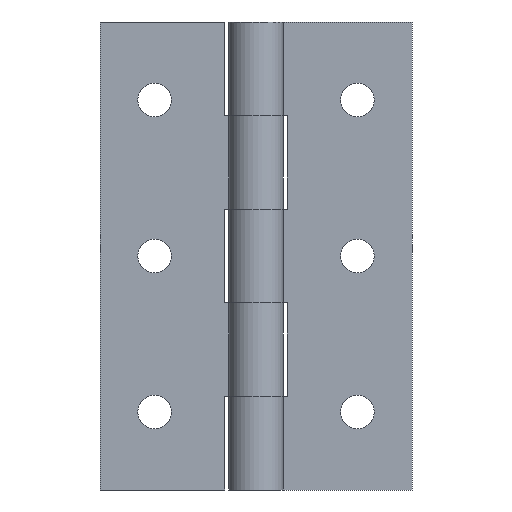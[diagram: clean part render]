
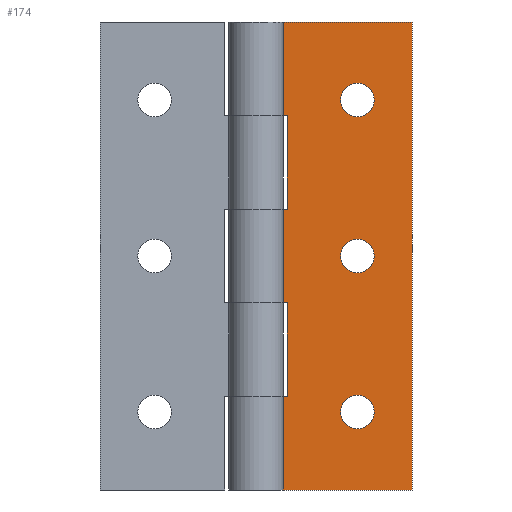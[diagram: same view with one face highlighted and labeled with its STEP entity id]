
A CAD part, front view. The second image highlights one B-rep face of the part: STEP entity #174.
In plain terms, the highlighted planar face has unit normal (0, -1, 0).
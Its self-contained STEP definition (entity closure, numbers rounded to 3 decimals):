
#174=ADVANCED_FACE('',(#463,#464,#465,#466),#462,.T.);
#462=PLANE('',#892);
#463=FACE_OUTER_BOUND('',#893,.T.);
#464=FACE_BOUND('',#894,.T.);
#465=FACE_BOUND('',#895,.T.);
#466=FACE_BOUND('',#896,.T.);
#889=CARTESIAN_POINT('',(-2.,2.,66.));
#890=DIRECTION('',(0.,-1.,0.));
#891=DIRECTION('',(0.,0.,-1.));
#892=AXIS2_PLACEMENT_3D('',#889,#890,#891);
#893=EDGE_LOOP('',(#1187,#1188,#1189,#1190,#1191,#1192,#1193,#1194,#1195,#1196,#1197,#1198));
#894=EDGE_LOOP('',(#1199,#1200));
#895=EDGE_LOOP('',(#1201,#1202));
#896=EDGE_LOOP('',(#1203,#1204));
#1187=ORIENTED_EDGE('',*,*,#1409,.T.);
#1188=ORIENTED_EDGE('',*,*,#1410,.T.);
#1189=ORIENTED_EDGE('',*,*,#1411,.T.);
#1190=ORIENTED_EDGE('',*,*,#1412,.F.);
#1191=ORIENTED_EDGE('',*,*,#1413,.F.);
#1192=ORIENTED_EDGE('',*,*,#1414,.T.);
#1193=ORIENTED_EDGE('',*,*,#1415,.T.);
#1194=ORIENTED_EDGE('',*,*,#1416,.T.);
#1195=ORIENTED_EDGE('',*,*,#1417,.T.);
#1196=ORIENTED_EDGE('',*,*,#1418,.T.);
#1197=ORIENTED_EDGE('',*,*,#1419,.T.);
#1198=ORIENTED_EDGE('',*,*,#1420,.T.);
#1199=ORIENTED_EDGE('',*,*,#1421,.F.);
#1200=ORIENTED_EDGE('',*,*,#1422,.F.);
#1201=ORIENTED_EDGE('',*,*,#1423,.F.);
#1202=ORIENTED_EDGE('',*,*,#1424,.F.);
#1203=ORIENTED_EDGE('',*,*,#1425,.F.);
#1204=ORIENTED_EDGE('',*,*,#1426,.F.);
#1409=EDGE_CURVE('',#2035,#2036,#2037,.T.);
#1410=EDGE_CURVE('',#2036,#2043,#2044,.T.);
#1411=EDGE_CURVE('',#2043,#2050,#2051,.T.);
#1412=EDGE_CURVE('',#2057,#2050,#2058,.T.);
#1413=EDGE_CURVE('',#2064,#2057,#2065,.T.);
#1414=EDGE_CURVE('',#2064,#2071,#2072,.T.);
#1415=EDGE_CURVE('',#2071,#2078,#2079,.T.);
#1416=EDGE_CURVE('',#2078,#2085,#2086,.T.);
#1417=EDGE_CURVE('',#2085,#2092,#2093,.T.);
#1418=EDGE_CURVE('',#2092,#2099,#2100,.T.);
#1419=EDGE_CURVE('',#2099,#2106,#2107,.T.);
#1420=EDGE_CURVE('',#2106,#2035,#2113,.T.);
#1421=EDGE_CURVE('',#2119,#2120,#2121,.T.);
#1422=EDGE_CURVE('',#2120,#2119,#2127,.T.);
#1423=EDGE_CURVE('',#2133,#2134,#2135,.T.);
#1424=EDGE_CURVE('',#2134,#2133,#2141,.T.);
#1425=EDGE_CURVE('',#2147,#2148,#2149,.T.);
#1426=EDGE_CURVE('',#2148,#2147,#2155,.T.);
#2035=VERTEX_POINT('',#2763);
#2036=VERTEX_POINT('',#2764);
#2037=LINE('',#2765,#2766);
#2043=VERTEX_POINT('',#2768);
#2044=LINE('',#2769,#2770);
#2050=VERTEX_POINT('',#2772);
#2051=LINE('',#2773,#2774);
#2057=VERTEX_POINT('',#2776);
#2058=LINE('',#2777,#2778);
#2064=VERTEX_POINT('',#2780);
#2065=LINE('',#2781,#2782);
#2071=VERTEX_POINT('',#2784);
#2072=LINE('',#2785,#2786);
#2078=VERTEX_POINT('',#2788);
#2079=LINE('',#2789,#2790);
#2085=VERTEX_POINT('',#2792);
#2086=LINE('',#2793,#2794);
#2092=VERTEX_POINT('',#2796);
#2093=LINE('',#2797,#2798);
#2099=VERTEX_POINT('',#2800);
#2100=LINE('',#2801,#2802);
#2106=VERTEX_POINT('',#2804);
#2107=LINE('',#2805,#2806);
#2113=LINE('',#2808,#2809);
#2119=VERTEX_POINT('',#2811);
#2120=VERTEX_POINT('',#2812);
#2121=CIRCLE('',#2816,2.15);
#2127=CIRCLE('',#2820,2.15);
#2133=VERTEX_POINT('',#2821);
#2134=VERTEX_POINT('',#2822);
#2135=CIRCLE('',#2826,2.15);
#2141=CIRCLE('',#2830,2.15);
#2147=VERTEX_POINT('',#2831);
#2148=VERTEX_POINT('',#2832);
#2149=CIRCLE('',#2836,2.15);
#2155=CIRCLE('',#2840,2.15);
#2763=CARTESIAN_POINT('',(4.,2.,24.));
#2764=CARTESIAN_POINT('',(4.,2.,12.));
#2765=CARTESIAN_POINT('',(4.,2.,24.));
#2766=VECTOR('',#2767,12.);
#2767=DIRECTION('',(0.,0.,-1.));
#2768=CARTESIAN_POINT('',(0.,2.,12.));
#2769=CARTESIAN_POINT('',(4.,2.,12.));
#2770=VECTOR('',#2771,4.);
#2771=DIRECTION('',(-1.,0.,0.));
#2772=CARTESIAN_POINT('',(0.,2.,0.));
#2773=CARTESIAN_POINT('',(0.,2.,12.));
#2774=VECTOR('',#2775,12.);
#2775=DIRECTION('',(0.,0.,-1.));
#2776=CARTESIAN_POINT('',(20.,2.,0.));
#2777=CARTESIAN_POINT('',(20.,2.,0.));
#2778=VECTOR('',#2779,20.);
#2779=DIRECTION('',(-1.,0.,0.));
#2780=CARTESIAN_POINT('',(20.,2.,60.));
#2781=CARTESIAN_POINT('',(20.,2.,60.));
#2782=VECTOR('',#2783,60.);
#2783=DIRECTION('',(0.,0.,-1.));
#2784=CARTESIAN_POINT('',(0.,2.,60.));
#2785=CARTESIAN_POINT('',(20.,2.,60.));
#2786=VECTOR('',#2787,20.);
#2787=DIRECTION('',(-1.,0.,0.));
#2788=CARTESIAN_POINT('',(0.,2.,48.));
#2789=CARTESIAN_POINT('',(0.,2.,60.));
#2790=VECTOR('',#2791,12.);
#2791=DIRECTION('',(0.,0.,-1.));
#2792=CARTESIAN_POINT('',(4.,2.,48.));
#2793=CARTESIAN_POINT('',(0.,2.,48.));
#2794=VECTOR('',#2795,4.);
#2795=DIRECTION('',(1.,0.,0.));
#2796=CARTESIAN_POINT('',(4.,2.,36.));
#2797=CARTESIAN_POINT('',(4.,2.,48.));
#2798=VECTOR('',#2799,12.);
#2799=DIRECTION('',(0.,0.,-1.));
#2800=CARTESIAN_POINT('',(0.,2.,36.));
#2801=CARTESIAN_POINT('',(4.,2.,36.));
#2802=VECTOR('',#2803,4.);
#2803=DIRECTION('',(-1.,0.,0.));
#2804=CARTESIAN_POINT('',(0.,2.,24.));
#2805=CARTESIAN_POINT('',(0.,2.,36.));
#2806=VECTOR('',#2807,12.);
#2807=DIRECTION('',(0.,0.,-1.));
#2808=CARTESIAN_POINT('',(0.,2.,24.));
#2809=VECTOR('',#2810,4.);
#2810=DIRECTION('',(1.,0.,0.));
#2811=CARTESIAN_POINT('',(13.,2.,27.85));
#2812=CARTESIAN_POINT('',(13.,2.,32.15));
#2813=CARTESIAN_POINT('',(13.,2.,30.));
#2814=DIRECTION('',(0.,-1.,0.));
#2815=DIRECTION('',(0.,0.,1.));
#2816=AXIS2_PLACEMENT_3D('',#2813,#2814,#2815);
#2817=CARTESIAN_POINT('',(13.,2.,30.));
#2818=DIRECTION('',(0.,-1.,0.));
#2819=DIRECTION('',(0.,0.,1.));
#2820=AXIS2_PLACEMENT_3D('',#2817,#2818,#2819);
#2821=CARTESIAN_POINT('',(13.,2.,7.85));
#2822=CARTESIAN_POINT('',(13.,2.,12.15));
#2823=CARTESIAN_POINT('',(13.,2.,10.));
#2824=DIRECTION('',(0.,-1.,0.));
#2825=DIRECTION('',(0.,0.,1.));
#2826=AXIS2_PLACEMENT_3D('',#2823,#2824,#2825);
#2827=CARTESIAN_POINT('',(13.,2.,10.));
#2828=DIRECTION('',(0.,-1.,0.));
#2829=DIRECTION('',(0.,0.,1.));
#2830=AXIS2_PLACEMENT_3D('',#2827,#2828,#2829);
#2831=CARTESIAN_POINT('',(13.,2.,47.85));
#2832=CARTESIAN_POINT('',(13.,2.,52.15));
#2833=CARTESIAN_POINT('',(13.,2.,50.));
#2834=DIRECTION('',(0.,-1.,0.));
#2835=DIRECTION('',(0.,0.,1.));
#2836=AXIS2_PLACEMENT_3D('',#2833,#2834,#2835);
#2837=CARTESIAN_POINT('',(13.,2.,50.));
#2838=DIRECTION('',(0.,-1.,0.));
#2839=DIRECTION('',(0.,0.,1.));
#2840=AXIS2_PLACEMENT_3D('',#2837,#2838,#2839);
